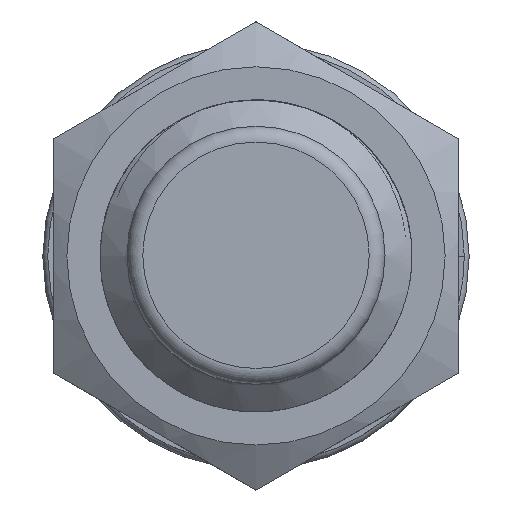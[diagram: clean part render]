
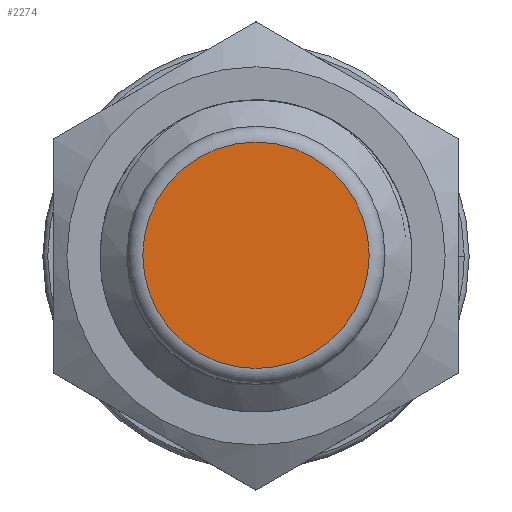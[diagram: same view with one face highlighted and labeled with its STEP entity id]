
A CAD part, top view. The second image highlights one B-rep face of the part: STEP entity #2274.
In plain terms, the highlighted planar face has unit normal (0, 0, 1).
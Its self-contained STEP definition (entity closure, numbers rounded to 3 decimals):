
#200=PLANE('',#2534);
#670=FACE_OUTER_BOUND('',#808,.T.);
#808=EDGE_LOOP('',(#1821));
#936=CIRCLE('',#2532,2.515);
#1072=VERTEX_POINT('',#4931);
#1341=EDGE_CURVE('',#1072,#1072,#936,.T.);
#1821=ORIENTED_EDGE('',*,*,#1341,.F.);
#2274=ADVANCED_FACE('',(#670),#200,.T.);
#2532=AXIS2_PLACEMENT_3D('',#4932,#2920,#2921);
#2534=AXIS2_PLACEMENT_3D('',#4934,#2924,#2925);
#2920=DIRECTION('center_axis',(0.,0.,-1.));
#2921=DIRECTION('ref_axis',(-1.,0.,0.));
#2924=DIRECTION('center_axis',(0.,0.,1.));
#2925=DIRECTION('ref_axis',(1.,0.,0.));
#4931=CARTESIAN_POINT('',(-2.515,0.,19.669));
#4932=CARTESIAN_POINT('Origin',(0.,0.,19.669));
#4934=CARTESIAN_POINT('Origin',(0.,0.,19.669));
